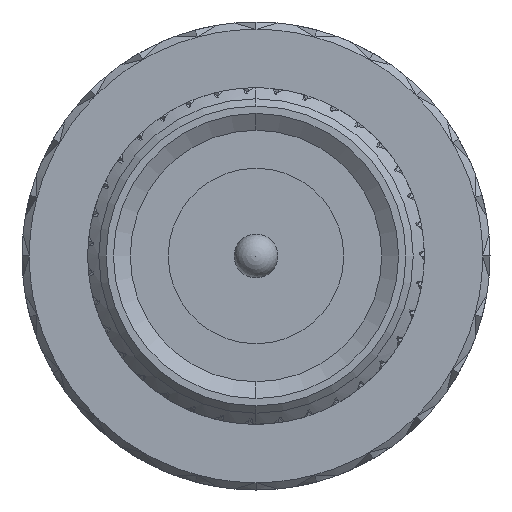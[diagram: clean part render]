
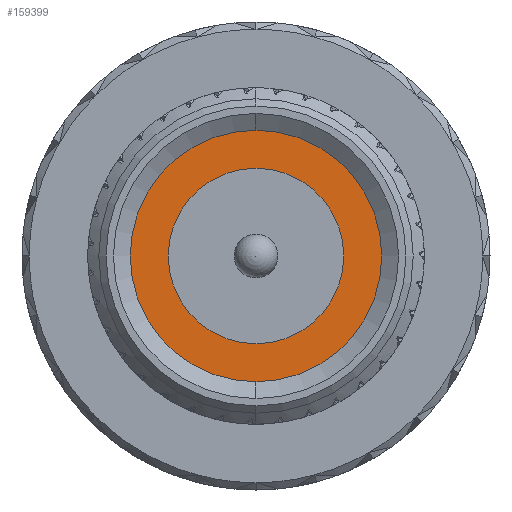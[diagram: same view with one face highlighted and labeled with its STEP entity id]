
A CAD part, left-side view. The second image highlights one B-rep face of the part: STEP entity #159399.
In plain terms, the highlighted face is planar.
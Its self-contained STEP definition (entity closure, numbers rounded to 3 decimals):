
#2847 = VERTEX_POINT ( 'NONE', #124378 ) ;
#4172 = CIRCLE ( 'NONE', #69143, 3. ) ;
#21920 = DIRECTION ( 'NONE',  ( 0., 0., -1. ) ) ;
#22735 = AXIS2_PLACEMENT_3D ( 'NONE', #38651, #52178, #50568 ) ;
#23724 = AXIS2_PLACEMENT_3D ( 'NONE', #78114, #151536, #114274 ) ;
#23836 = DIRECTION ( 'NONE',  ( 0., 0., -1. ) ) ;
#25781 = CARTESIAN_POINT ( 'NONE',  ( 0., -2.5, -4.444 ) ) ;
#26751 = AXIS2_PLACEMENT_3D ( 'NONE', #101950, #101422, #126766 ) ;
#37229 = EDGE_CURVE ( 'NONE', #50011, #140489, #99610, .T. ) ;
#38651 = CARTESIAN_POINT ( 'NONE',  ( 0., -2.5, 0. ) ) ;
#47128 = VERTEX_POINT ( 'NONE', #130725 ) ;
#47661 = DIRECTION ( 'NONE',  ( 0., 1., 0. ) ) ;
#50011 = VERTEX_POINT ( 'NONE', #73506 ) ;
#50568 = DIRECTION ( 'NONE',  ( 0., 0., -1. ) ) ;
#52178 = DIRECTION ( 'NONE',  ( 0., 1., 0. ) ) ;
#52297 = AXIS2_PLACEMENT_3D ( 'NONE', #71467, #47661, #23836 ) ;
#53748 = ORIENTED_EDGE ( 'NONE', *, *, #37229, .F. ) ;
#60259 = ORIENTED_EDGE ( 'NONE', *, *, #78448, .F. ) ;
#69143 = AXIS2_PLACEMENT_3D ( 'NONE', #144026, #71141, #21920 ) ;
#71141 = DIRECTION ( 'NONE',  ( 0., -1., 0. ) ) ;
#71467 = CARTESIAN_POINT ( 'NONE',  ( 0., -2.5, 0. ) ) ;
#73506 = CARTESIAN_POINT ( 'NONE',  ( 0., -2.5, 4.444 ) ) ;
#77427 = FACE_OUTER_BOUND ( 'NONE', #137646, .T. ) ;
#78114 = CARTESIAN_POINT ( 'NONE',  ( 0., -2.5, 0. ) ) ;
#78448 = EDGE_CURVE ( 'NONE', #2847, #47128, #122848, .T. ) ;
#92923 = FACE_BOUND ( 'NONE', #125722, .T. ) ;
#99610 = CIRCLE ( 'NONE', #22735, 4.444 ) ;
#101422 = DIRECTION ( 'NONE',  ( 0., -1., 0. ) ) ;
#101950 = CARTESIAN_POINT ( 'NONE',  ( 0., -2.5, 0. ) ) ;
#106511 = ORIENTED_EDGE ( 'NONE', *, *, #133601, .F. ) ;
#114274 = DIRECTION ( 'NONE',  ( 0., 0., -1. ) ) ;
#115897 = PLANE ( 'NONE',  #23724 ) ;
#122848 = CIRCLE ( 'NONE', #26751, 3. ) ;
#124378 = CARTESIAN_POINT ( 'NONE',  ( 0., -2.5, 3. ) ) ;
#124671 = EDGE_CURVE ( 'NONE', #140489, #50011, #128372, .T. ) ;
#125722 = EDGE_LOOP ( 'NONE', ( #106511, #60259 ) ) ;
#126766 = DIRECTION ( 'NONE',  ( 0., 0., -1. ) ) ;
#128372 = CIRCLE ( 'NONE', #52297, 4.444 ) ;
#130725 = CARTESIAN_POINT ( 'NONE',  ( 0., -2.5, -3. ) ) ;
#133601 = EDGE_CURVE ( 'NONE', #47128, #2847, #4172, .T. ) ;
#137394 = ORIENTED_EDGE ( 'NONE', *, *, #124671, .F. ) ;
#137646 = EDGE_LOOP ( 'NONE', ( #137394, #53748 ) ) ;
#140489 = VERTEX_POINT ( 'NONE', #25781 ) ;
#144026 = CARTESIAN_POINT ( 'NONE',  ( 0., -2.5, 0. ) ) ;
#151536 = DIRECTION ( 'NONE',  ( 0., -1., 0. ) ) ;
#159399 = ADVANCED_FACE ( 'NONE', ( #92923, #77427 ), #115897, .T. ) ;
